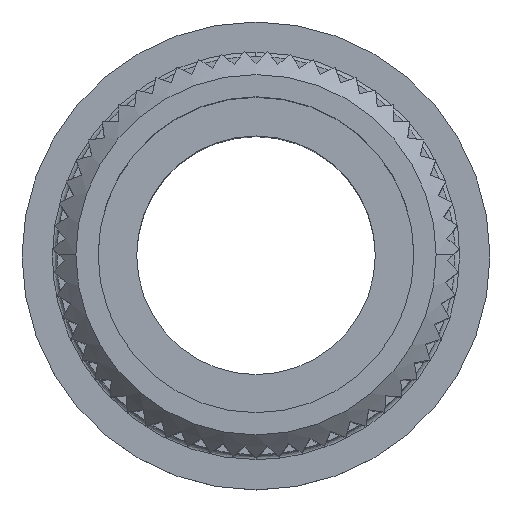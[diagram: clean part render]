
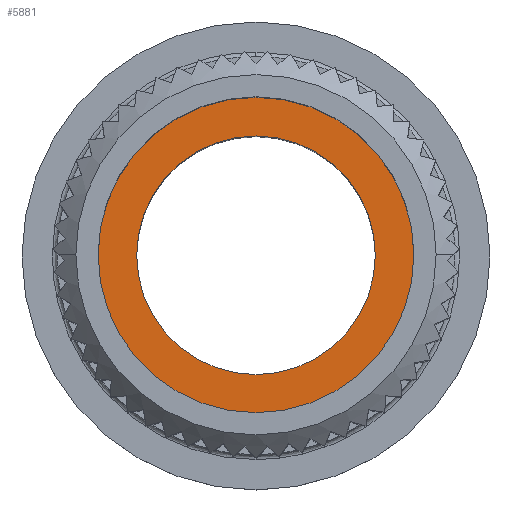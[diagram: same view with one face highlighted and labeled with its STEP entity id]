
A CAD part, top view. The second image highlights one B-rep face of the part: STEP entity #5881.
In plain terms, the highlighted planar face has unit normal (0, 0, 1).
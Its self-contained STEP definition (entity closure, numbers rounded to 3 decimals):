
#163 = DIRECTION ( 'NONE',  ( 0., 0., 1. ) ) ;
#245 = EDGE_LOOP ( 'NONE', ( #2493, #4393 ) ) ;
#375 = PLANE ( 'NONE',  #5177 ) ;
#380 = ORIENTED_EDGE ( 'NONE', *, *, #624, .T. ) ;
#624 = EDGE_CURVE ( 'NONE', #7323, #2609, #6015, .T. ) ;
#875 = VERTEX_POINT ( 'NONE', #3032 ) ;
#1571 = DIRECTION ( 'NONE',  ( 0., -1., 0. ) ) ;
#2058 = AXIS2_PLACEMENT_3D ( 'NONE', #5537, #5597, #5599 ) ;
#2113 = DIRECTION ( 'NONE',  ( 0., 0., -1. ) ) ;
#2373 = EDGE_LOOP ( 'NONE', ( #6738, #380 ) ) ;
#2459 = AXIS2_PLACEMENT_3D ( 'NONE', #6458, #3105, #7038 ) ;
#2493 = ORIENTED_EDGE ( 'NONE', *, *, #3979, .T. ) ;
#2609 = VERTEX_POINT ( 'NONE', #5393 ) ;
#3032 = CARTESIAN_POINT ( 'NONE',  ( 0., -6.75, 18. ) ) ;
#3105 = DIRECTION ( 'NONE',  ( 0., 0., 1. ) ) ;
#3553 = CARTESIAN_POINT ( 'NONE',  ( 0., 0., 18. ) ) ;
#3979 = EDGE_CURVE ( 'NONE', #875, #6720, #6945, .T. ) ;
#4031 = CIRCLE ( 'NONE', #6167, 5.1 ) ;
#4131 = DIRECTION ( 'NONE',  ( 0., -1., 0. ) ) ;
#4338 = EDGE_CURVE ( 'NONE', #6720, #875, #5165, .T. ) ;
#4355 = CARTESIAN_POINT ( 'NONE',  ( -7.425, -7.425, 18. ) ) ;
#4393 = ORIENTED_EDGE ( 'NONE', *, *, #4338, .T. ) ;
#4926 = DIRECTION ( 'NONE',  ( 0., 0., 1. ) ) ;
#5165 = CIRCLE ( 'NONE', #2459, 6.75 ) ;
#5177 = AXIS2_PLACEMENT_3D ( 'NONE', #4355, #4926, #1571 ) ;
#5300 = CARTESIAN_POINT ( 'NONE',  ( 0., 6.75, 18. ) ) ;
#5393 = CARTESIAN_POINT ( 'NONE',  ( 0., 5.1, 18. ) ) ;
#5439 = CARTESIAN_POINT ( 'NONE',  ( 0., 0., 18. ) ) ;
#5537 = CARTESIAN_POINT ( 'NONE',  ( 0., 0., 18. ) ) ;
#5597 = DIRECTION ( 'NONE',  ( 0., 0., -1. ) ) ;
#5599 = DIRECTION ( 'NONE',  ( 0., -1., 0. ) ) ;
#5871 = CARTESIAN_POINT ( 'NONE',  ( 0., -5.1, 18. ) ) ;
#5881 = ADVANCED_FACE ( 'NONE', ( #5981, #6142 ), #375, .T. ) ;
#5981 = FACE_OUTER_BOUND ( 'NONE', #245, .T. ) ;
#6012 = DIRECTION ( 'NONE',  ( 0., -1., 0. ) ) ;
#6015 = CIRCLE ( 'NONE', #2058, 5.1 ) ;
#6142 = FACE_BOUND ( 'NONE', #2373, .T. ) ;
#6167 = AXIS2_PLACEMENT_3D ( 'NONE', #5439, #2113, #6012 ) ;
#6458 = CARTESIAN_POINT ( 'NONE',  ( 0., 0., 18. ) ) ;
#6550 = EDGE_CURVE ( 'NONE', #2609, #7323, #4031, .T. ) ;
#6720 = VERTEX_POINT ( 'NONE', #5300 ) ;
#6738 = ORIENTED_EDGE ( 'NONE', *, *, #6550, .T. ) ;
#6945 = CIRCLE ( 'NONE', #7130, 6.75 ) ;
#7038 = DIRECTION ( 'NONE',  ( 0., -1., 0. ) ) ;
#7130 = AXIS2_PLACEMENT_3D ( 'NONE', #3553, #163, #4131 ) ;
#7323 = VERTEX_POINT ( 'NONE', #5871 ) ;
